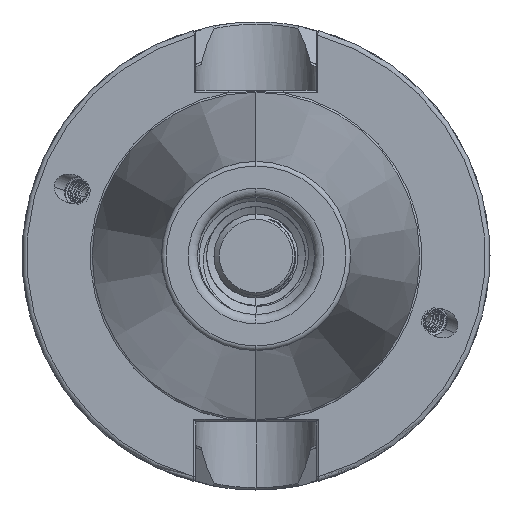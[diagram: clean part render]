
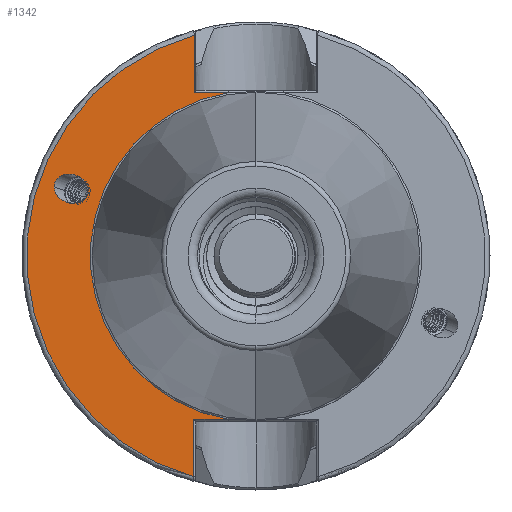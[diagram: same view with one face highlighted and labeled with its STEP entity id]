
A CAD part, left-side view. The second image highlights one B-rep face of the part: STEP entity #1342.
In plain terms, the highlighted planar face has unit normal (-1, 0, 0).
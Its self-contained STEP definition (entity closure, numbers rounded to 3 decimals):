
#1342 = ADVANCED_FACE ( 'NONE', ( #41616, #41640 ), #22939, .F. ) ;
#2511 =( BOUNDED_CURVE ( )  B_SPLINE_CURVE ( 3, ( #20225, #20267, #20396, #20392 ),
 .UNSPECIFIED., .F., .F. ) 
 B_SPLINE_CURVE_WITH_KNOTS ( ( 4, 4 ),
 ( 0., 2.852 ),
 .UNSPECIFIED. ) 
 CURVE ( )  GEOMETRIC_REPRESENTATION_ITEM ( )  RATIONAL_B_SPLINE_CURVE ( ( 1., 0.43, 0.43, 1. ) ) 
 REPRESENTATION_ITEM ( '' )  );
#6283 = CARTESIAN_POINT ( 'NONE',  ( 0., 35.816, 13.662 ) ) ;
#6316 = CARTESIAN_POINT ( 'NONE',  ( 0., 35.816, 13.963 ) ) ;
#6334 = CARTESIAN_POINT ( 'NONE',  ( 0., 35.968, 13.091 ) ) ;
#6346 = CARTESIAN_POINT ( 'NONE',  ( 0., 35.867, 13.369 ) ) ;
#6662 = CARTESIAN_POINT ( 'NONE',  ( 0., 43.118, 20.987 ) ) ;
#6665 = CARTESIAN_POINT ( 'NONE',  ( 0., 35.816, 20.184 ) ) ;
#6677 = CARTESIAN_POINT ( 'NONE',  ( 0., 43.118, 14.766 ) ) ;
#6680 = CARTESIAN_POINT ( 'NONE',  ( 0., 35.816, 13.963 ) ) ;
#11186 = EDGE_CURVE ( 'NONE', #34541, #34507, #12815, .T. ) ;
#11220 = EDGE_CURVE ( 'NONE', #34507, #34543, #12375, .T. ) ;
#12375 =( BOUNDED_CURVE ( )  B_SPLINE_CURVE ( 3, ( #6316, #6283, #6346, #6334 ),
 .UNSPECIFIED., .F., .T. ) 
 B_SPLINE_CURVE_WITH_KNOTS ( ( 4, 4 ),
 ( 5.993, 6.283 ),
 .UNSPECIFIED. ) 
 CURVE ( )  GEOMETRIC_REPRESENTATION_ITEM ( )  RATIONAL_B_SPLINE_CURVE ( ( 1., 0.993, 0.993, 1. ) ) 
 REPRESENTATION_ITEM ( '' )  );
#12815 =( BOUNDED_CURVE ( )  B_SPLINE_CURVE ( 3, ( #6677, #6662, #6665, #6680 ),
 .UNSPECIFIED., .F., .T. ) 
 B_SPLINE_CURVE_WITH_KNOTS ( ( 4, 4 ),
 ( 2.852, 5.993 ),
 .UNSPECIFIED. ) 
 CURVE ( )  GEOMETRIC_REPRESENTATION_ITEM ( )  RATIONAL_B_SPLINE_CURVE ( ( 1., 0.333, 0.333, 1. ) ) 
 REPRESENTATION_ITEM ( '' )  );
#12898 = EDGE_CURVE ( 'NONE', #34735, #34713, #15180, .T. ) ;
#12920 = EDGE_CURVE ( 'NONE', #34618, #34623, #15195, .T. ) ;
#12932 = EDGE_CURVE ( 'NONE', #34718, #34623, #15328, .T. ) ;
#12951 = EDGE_CURVE ( 'NONE', #34618, #34735, #15359, .T. ) ;
#12952 = EDGE_CURVE ( 'NONE', #34722, #34718, #15352, .T. ) ;
#12954 = EDGE_CURVE ( 'NONE', #34713, #34722, #15332, .T. ) ;
#12956 = EDGE_CURVE ( 'NONE', #34543, #34541, #2511, .T. ) ;
#15180 = LINE ( 'NONE', #21883, #15260 ) ;
#15195 = CIRCLE ( 'NONE', #22786, 35.398 ) ;
#15260 = VECTOR ( 'NONE', #21850, 1000. ) ;
#15307 = VECTOR ( 'NONE', #19959, 1000. ) ;
#15319 = VECTOR ( 'NONE', #20253, 1000. ) ;
#15326 = VECTOR ( 'NONE', #20275, 1000. ) ;
#15328 = LINE ( 'NONE', #19937, #15307 ) ;
#15332 = CIRCLE ( 'NONE', #22791, 49. ) ;
#15352 = LINE ( 'NONE', #20300, #15319 ) ;
#15359 = LINE ( 'NONE', #20247, #15326 ) ;
#19937 = CARTESIAN_POINT ( 'NONE',  ( 0., 35.398, -34.9 ) ) ;
#19959 = DIRECTION ( 'NONE',  ( 0., -1., 0. ) ) ;
#20204 = CARTESIAN_POINT ( 'NONE',  ( 0., 0., 0. ) ) ;
#20206 = DIRECTION ( 'NONE',  ( 0., 0., 1. ) ) ;
#20225 = CARTESIAN_POINT ( 'NONE',  ( 0., 35.968, 13.091 ) ) ;
#20247 = CARTESIAN_POINT ( 'NONE',  ( 0., 12.85, 34.9 ) ) ;
#20253 = DIRECTION ( 'NONE',  ( 0., 0., 1. ) ) ;
#20267 = CARTESIAN_POINT ( 'NONE',  ( 0., 37.57, 8.69 ) ) ;
#20275 = DIRECTION ( 'NONE',  ( 0., 1., 0. ) ) ;
#20281 = DIRECTION ( 'NONE',  ( -1., 0., 0. ) ) ;
#20300 = CARTESIAN_POINT ( 'NONE',  ( 0., 13.279, 0. ) ) ;
#20392 = CARTESIAN_POINT ( 'NONE',  ( 0., 43.118, 14.766 ) ) ;
#20396 = CARTESIAN_POINT ( 'NONE',  ( 0., 43.118, 9.99 ) ) ;
#21850 = DIRECTION ( 'NONE',  ( 0., 0., 1. ) ) ;
#21883 = CARTESIAN_POINT ( 'NONE',  ( 0., 13.194, 47.285 ) ) ;
#21995 = DIRECTION ( 'NONE',  ( -1., 0., 0. ) ) ;
#22001 = DIRECTION ( 'NONE',  ( 0., 0., 1. ) ) ;
#22030 = CARTESIAN_POINT ( 'NONE',  ( 0., 0., 0. ) ) ;
#22786 = AXIS2_PLACEMENT_3D ( 'NONE', #22030, #21995, #22001 ) ;
#22791 = AXIS2_PLACEMENT_3D ( 'NONE', #20204, #20281, #20206 ) ;
#22888 = DIRECTION ( 'NONE',  ( 0., 0., -1. ) ) ;
#22909 = DIRECTION ( 'NONE',  ( 1., 0., 0. ) ) ;
#22914 = CARTESIAN_POINT ( 'NONE',  ( 0., 35.398, 0. ) ) ;
#22939 = PLANE ( 'NONE',  #24384 ) ;
#24384 = AXIS2_PLACEMENT_3D ( 'NONE', #22914, #22909, #22888 ) ;
#25919 = CARTESIAN_POINT ( 'NONE',  ( 0., 5.916, 34.9 ) ) ;
#25968 = CARTESIAN_POINT ( 'NONE',  ( 0., 5.916, -34.9 ) ) ;
#26065 = CARTESIAN_POINT ( 'NONE',  ( 0., 13.279, -47.166 ) ) ;
#26079 = CARTESIAN_POINT ( 'NONE',  ( 0., 13.194, 34.9 ) ) ;
#26082 = CARTESIAN_POINT ( 'NONE',  ( 0., 13.279, -34.9 ) ) ;
#26102 = CARTESIAN_POINT ( 'NONE',  ( 0., 13.194, 47.19 ) ) ;
#27092 = CARTESIAN_POINT ( 'NONE',  ( 0., 35.816, 13.963 ) ) ;
#27145 = CARTESIAN_POINT ( 'NONE',  ( 0., 35.968, 13.091 ) ) ;
#27168 = CARTESIAN_POINT ( 'NONE',  ( 0., 43.118, 14.766 ) ) ;
#29033 = ORIENTED_EDGE ( 'NONE', *, *, #12951, .T. ) ;
#29078 = ORIENTED_EDGE ( 'NONE', *, *, #12932, .T. ) ;
#29106 = ORIENTED_EDGE ( 'NONE', *, *, #12920, .F. ) ;
#29108 = ORIENTED_EDGE ( 'NONE', *, *, #12952, .T. ) ;
#29111 = ORIENTED_EDGE ( 'NONE', *, *, #12954, .T. ) ;
#29129 = ORIENTED_EDGE ( 'NONE', *, *, #12898, .T. ) ;
#29143 = ORIENTED_EDGE ( 'NONE', *, *, #11220, .T. ) ;
#29149 = ORIENTED_EDGE ( 'NONE', *, *, #11186, .T. ) ;
#29150 = ORIENTED_EDGE ( 'NONE', *, *, #12956, .T. ) ;
#34177 = EDGE_LOOP ( 'NONE', ( #29150, #29149, #29143 ) ) ;
#34507 = VERTEX_POINT ( 'NONE', #27092 ) ;
#34541 = VERTEX_POINT ( 'NONE', #27168 ) ;
#34543 = VERTEX_POINT ( 'NONE', #27145 ) ;
#34618 = VERTEX_POINT ( 'NONE', #25919 ) ;
#34623 = VERTEX_POINT ( 'NONE', #25968 ) ;
#34713 = VERTEX_POINT ( 'NONE', #26102 ) ;
#34718 = VERTEX_POINT ( 'NONE', #26082 ) ;
#34722 = VERTEX_POINT ( 'NONE', #26065 ) ;
#34735 = VERTEX_POINT ( 'NONE', #26079 ) ;
#35289 = EDGE_LOOP ( 'NONE', ( #29111, #29108, #29078, #29106, #29033, #29129 ) ) ;
#41616 = FACE_BOUND ( 'NONE', #34177, .T. ) ;
#41640 = FACE_OUTER_BOUND ( 'NONE', #35289, .T. ) ;
